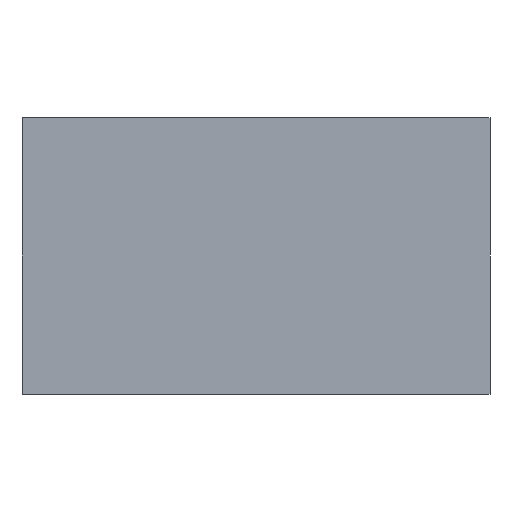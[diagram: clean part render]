
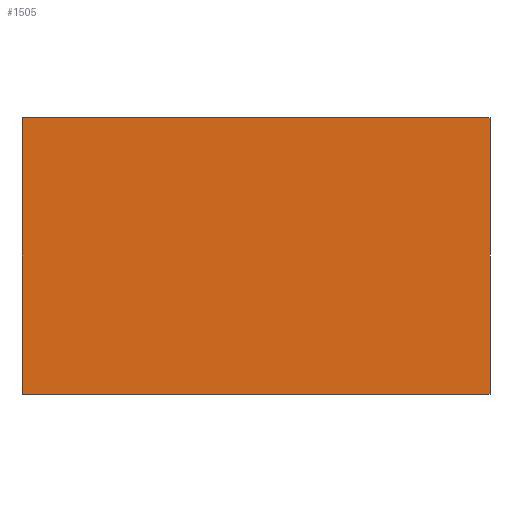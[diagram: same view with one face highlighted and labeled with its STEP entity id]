
A CAD part, front view. The second image highlights one B-rep face of the part: STEP entity #1505.
In plain terms, the highlighted planar face has unit normal (0, -1, 0).
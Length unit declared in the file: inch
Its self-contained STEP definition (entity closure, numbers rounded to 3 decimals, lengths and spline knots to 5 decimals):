
#19 = CARTESIAN_POINT ( 'NONE',  ( 0., 0., -3.2 ) ) ;
#50 = CARTESIAN_POINT ( 'NONE',  ( 5.41, 0., -3.2 ) ) ;
#186 = DIRECTION ( 'NONE',  ( 0., 1., 0. ) ) ;
#198 = LINE ( 'NONE', #320, #1277 ) ;
#199 = VECTOR ( 'NONE', #1792, 39.37008 ) ;
#253 = VERTEX_POINT ( 'NONE', #50 ) ;
#272 = EDGE_CURVE ( 'NONE', #1072, #689, #642, .T. ) ;
#320 = CARTESIAN_POINT ( 'NONE',  ( 5.41, 0., 0. ) ) ;
#438 = ORIENTED_EDGE ( 'NONE', *, *, #1862, .T. ) ;
#487 = ORIENTED_EDGE ( 'NONE', *, *, #272, .T. ) ;
#591 = EDGE_CURVE ( 'NONE', #1072, #253, #198, .T. ) ;
#642 = LINE ( 'NONE', #1224, #199 ) ;
#643 = PLANE ( 'NONE',  #870 ) ;
#688 = CARTESIAN_POINT ( 'NONE',  ( 0., 0., 0. ) ) ;
#689 = VERTEX_POINT ( 'NONE', #1526 ) ;
#776 = DIRECTION ( 'NONE',  ( 0., 0., 1. ) ) ;
#810 = DIRECTION ( 'NONE',  ( 0., 0., -1. ) ) ;
#870 = AXIS2_PLACEMENT_3D ( 'NONE', #1194, #186, #776 ) ;
#918 = ORIENTED_EDGE ( 'NONE', *, *, #1733, .F. ) ;
#921 = FACE_OUTER_BOUND ( 'NONE', #1245, .T. ) ;
#943 = ORIENTED_EDGE ( 'NONE', *, *, #591, .F. ) ;
#946 = LINE ( 'NONE', #688, #1703 ) ;
#971 = CARTESIAN_POINT ( 'NONE',  ( 5.41, 0., 0. ) ) ;
#1072 = VERTEX_POINT ( 'NONE', #971 ) ;
#1140 = VECTOR ( 'NONE', #1741, 39.37008 ) ;
#1194 = CARTESIAN_POINT ( 'NONE',  ( 5.41, 0., 0. ) ) ;
#1224 = CARTESIAN_POINT ( 'NONE',  ( 5.41, 0., 0. ) ) ;
#1245 = EDGE_LOOP ( 'NONE', ( #438, #918, #943, #487 ) ) ;
#1277 = VECTOR ( 'NONE', #1518, 39.37008 ) ;
#1505 = ADVANCED_FACE ( 'NONE', ( #921 ), #643, .F. ) ;
#1518 = DIRECTION ( 'NONE',  ( 0., 0., -1. ) ) ;
#1526 = CARTESIAN_POINT ( 'NONE',  ( 0., 0., 0. ) ) ;
#1570 = CARTESIAN_POINT ( 'NONE',  ( 5.41, 0., -3.2 ) ) ;
#1703 = VECTOR ( 'NONE', #810, 39.37008 ) ;
#1708 = LINE ( 'NONE', #1570, #1140 ) ;
#1733 = EDGE_CURVE ( 'NONE', #253, #1799, #1708, .T. ) ;
#1741 = DIRECTION ( 'NONE',  ( -1., 0., 0. ) ) ;
#1792 = DIRECTION ( 'NONE',  ( -1., 0., 0. ) ) ;
#1799 = VERTEX_POINT ( 'NONE', #19 ) ;
#1862 = EDGE_CURVE ( 'NONE', #689, #1799, #946, .T. ) ;
